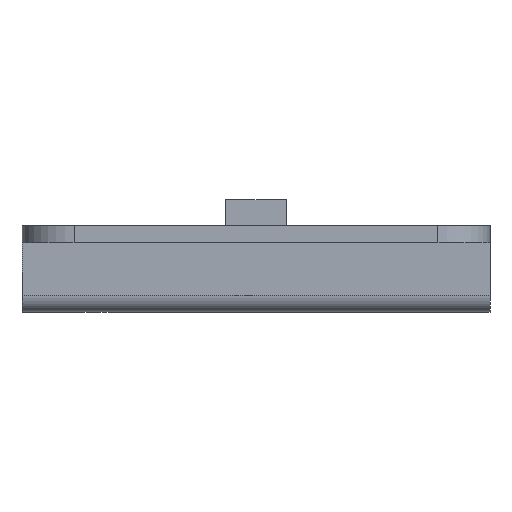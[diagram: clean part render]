
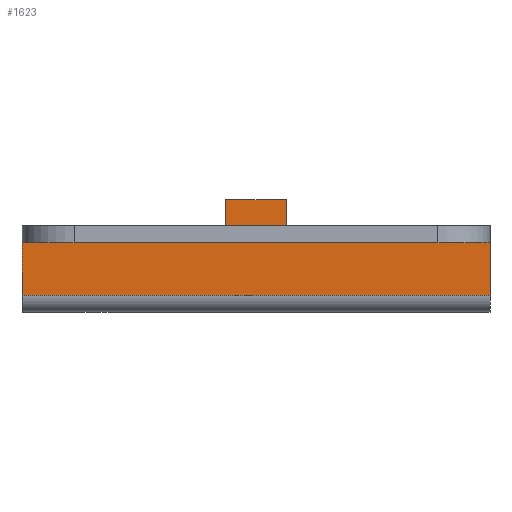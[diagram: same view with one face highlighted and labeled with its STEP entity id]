
A CAD part, left-side view. The second image highlights one B-rep face of the part: STEP entity #1623.
In plain terms, the highlighted planar face has unit normal (-1, 0, 0).
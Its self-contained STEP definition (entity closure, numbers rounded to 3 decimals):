
#11 = LINE ( 'NONE', #1549, #403 ) ;
#45 = CARTESIAN_POINT ( 'NONE',  ( -26.6, 27., -2. ) ) ;
#87 = CARTESIAN_POINT ( 'NONE',  ( -26.6, -27., 0. ) ) ;
#105 = CARTESIAN_POINT ( 'NONE',  ( -26.6, 3.5, -2. ) ) ;
#170 = EDGE_CURVE ( 'NONE', #1074, #2515, #833, .T. ) ;
#251 = CARTESIAN_POINT ( 'NONE',  ( -26.6, -3.5, 3. ) ) ;
#313 = CARTESIAN_POINT ( 'NONE',  ( -26.6, -3.5, -2. ) ) ;
#329 = CARTESIAN_POINT ( 'NONE',  ( -26.6, 27., -8. ) ) ;
#346 = CARTESIAN_POINT ( 'NONE',  ( -26.6, 27., -8. ) ) ;
#357 = ORIENTED_EDGE ( 'NONE', *, *, #636, .F. ) ;
#370 = LINE ( 'NONE', #346, #2279 ) ;
#403 = VECTOR ( 'NONE', #2518, 1000. ) ;
#429 = CARTESIAN_POINT ( 'NONE',  ( -26.6, 3.5, 3. ) ) ;
#453 = EDGE_LOOP ( 'NONE', ( #1313, #591, #1071, #465, #1652, #1252, #633, #1032, #357, #714 ) ) ;
#465 = ORIENTED_EDGE ( 'NONE', *, *, #2159, .T. ) ;
#479 = CARTESIAN_POINT ( 'NONE',  ( -26.6, 3.5, -2. ) ) ;
#591 = ORIENTED_EDGE ( 'NONE', *, *, #2029, .T. ) ;
#633 = ORIENTED_EDGE ( 'NONE', *, *, #1099, .T. ) ;
#636 = EDGE_CURVE ( 'NONE', #1074, #1467, #1226, .T. ) ;
#641 = DIRECTION ( 'NONE',  ( 0., -1., 0. ) ) ;
#714 = ORIENTED_EDGE ( 'NONE', *, *, #170, .T. ) ;
#761 = CARTESIAN_POINT ( 'NONE',  ( -26.6, -3.5, 3. ) ) ;
#765 = EDGE_CURVE ( 'NONE', #1848, #2137, #1153, .T. ) ;
#833 = LINE ( 'NONE', #429, #2039 ) ;
#836 = DIRECTION ( 'NONE',  ( 0., 1., 0. ) ) ;
#852 = CARTESIAN_POINT ( 'NONE',  ( -26.6, 6.3, -2. ) ) ;
#876 = DIRECTION ( 'NONE',  ( -1., 0., 0. ) ) ;
#880 = DIRECTION ( 'NONE',  ( 0., 0., 1. ) ) ;
#903 = VECTOR ( 'NONE', #1934, 1000. ) ;
#967 = VECTOR ( 'NONE', #1086, 1000. ) ;
#970 = CARTESIAN_POINT ( 'NONE',  ( -26.6, -3.5, 3. ) ) ;
#1032 = ORIENTED_EDGE ( 'NONE', *, *, #1315, .T. ) ;
#1071 = ORIENTED_EDGE ( 'NONE', *, *, #2170, .F. ) ;
#1074 = VERTEX_POINT ( 'NONE', #1256 ) ;
#1075 = LINE ( 'NONE', #479, #967 ) ;
#1084 = FACE_OUTER_BOUND ( 'NONE', #453, .T. ) ;
#1086 = DIRECTION ( 'NONE',  ( 0., 1., 0. ) ) ;
#1093 = VERTEX_POINT ( 'NONE', #852 ) ;
#1099 = EDGE_CURVE ( 'NONE', #2137, #1194, #1075, .T. ) ;
#1106 = DIRECTION ( 'NONE',  ( 0., 0., 1. ) ) ;
#1151 = LINE ( 'NONE', #761, #903 ) ;
#1153 = LINE ( 'NONE', #2337, #2217 ) ;
#1194 = VERTEX_POINT ( 'NONE', #313 ) ;
#1226 = LINE ( 'NONE', #251, #1444 ) ;
#1252 = ORIENTED_EDGE ( 'NONE', *, *, #765, .T. ) ;
#1256 = CARTESIAN_POINT ( 'NONE',  ( -26.6, 3.5, 3. ) ) ;
#1312 = CARTESIAN_POINT ( 'NONE',  ( -26.6, -27., -2. ) ) ;
#1313 = ORIENTED_EDGE ( 'NONE', *, *, #1692, .T. ) ;
#1315 = EDGE_CURVE ( 'NONE', #1194, #1467, #1151, .T. ) ;
#1396 = LINE ( 'NONE', #1810, #1870 ) ;
#1444 = VECTOR ( 'NONE', #641, 1000. ) ;
#1452 = PLANE ( 'NONE',  #1603 ) ;
#1463 = CARTESIAN_POINT ( 'NONE',  ( -26.6, 27., -10. ) ) ;
#1467 = VERTEX_POINT ( 'NONE', #970 ) ;
#1523 = CARTESIAN_POINT ( 'NONE',  ( -26.6, -6.3, -2. ) ) ;
#1531 = VERTEX_POINT ( 'NONE', #1572 ) ;
#1533 = VERTEX_POINT ( 'NONE', #45 ) ;
#1549 = CARTESIAN_POINT ( 'NONE',  ( -26.6, 27., 0. ) ) ;
#1572 = CARTESIAN_POINT ( 'NONE',  ( -26.6, -27., -8. ) ) ;
#1603 = AXIS2_PLACEMENT_3D ( 'NONE', #1463, #876, #1106 ) ;
#1614 = DIRECTION ( 'NONE',  ( 0., 0., -1. ) ) ;
#1623 = ADVANCED_FACE ( 'NONE', ( #1084 ), #1452, .T. ) ;
#1652 = ORIENTED_EDGE ( 'NONE', *, *, #2509, .T. ) ;
#1673 = DIRECTION ( 'NONE',  ( 0., 1., 0. ) ) ;
#1692 = EDGE_CURVE ( 'NONE', #2515, #1093, #1847, .T. ) ;
#1810 = CARTESIAN_POINT ( 'NONE',  ( -26.6, 27., -2. ) ) ;
#1847 = LINE ( 'NONE', #105, #2313 ) ;
#1848 = VERTEX_POINT ( 'NONE', #1312 ) ;
#1870 = VECTOR ( 'NONE', #836, 1000. ) ;
#1934 = DIRECTION ( 'NONE',  ( 0., 0., 1. ) ) ;
#1985 = VECTOR ( 'NONE', #880, 1000. ) ;
#2029 = EDGE_CURVE ( 'NONE', #1093, #1533, #1396, .T. ) ;
#2039 = VECTOR ( 'NONE', #1614, 1000. ) ;
#2080 = LINE ( 'NONE', #87, #1985 ) ;
#2092 = DIRECTION ( 'NONE',  ( 0., 1., 0. ) ) ;
#2137 = VERTEX_POINT ( 'NONE', #1523 ) ;
#2159 = EDGE_CURVE ( 'NONE', #2502, #1531, #370, .T. ) ;
#2170 = EDGE_CURVE ( 'NONE', #2502, #1533, #11, .T. ) ;
#2217 = VECTOR ( 'NONE', #2092, 1000. ) ;
#2279 = VECTOR ( 'NONE', #2345, 1000. ) ;
#2313 = VECTOR ( 'NONE', #1673, 1000. ) ;
#2337 = CARTESIAN_POINT ( 'NONE',  ( -26.6, 27., -2. ) ) ;
#2345 = DIRECTION ( 'NONE',  ( 0., -1., 0. ) ) ;
#2430 = CARTESIAN_POINT ( 'NONE',  ( -26.6, 3.5, -2. ) ) ;
#2502 = VERTEX_POINT ( 'NONE', #329 ) ;
#2509 = EDGE_CURVE ( 'NONE', #1531, #1848, #2080, .T. ) ;
#2515 = VERTEX_POINT ( 'NONE', #2430 ) ;
#2518 = DIRECTION ( 'NONE',  ( 0., 0., 1. ) ) ;
